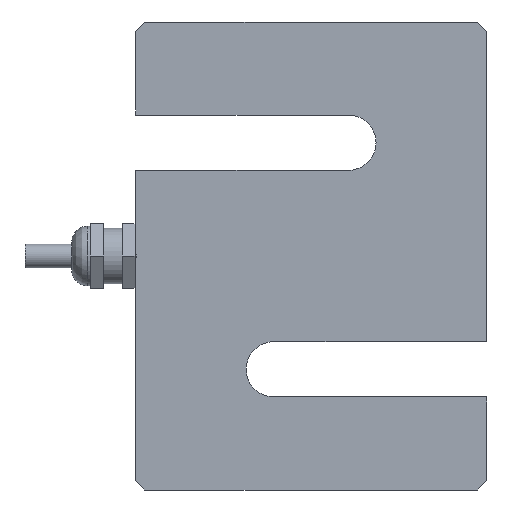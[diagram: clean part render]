
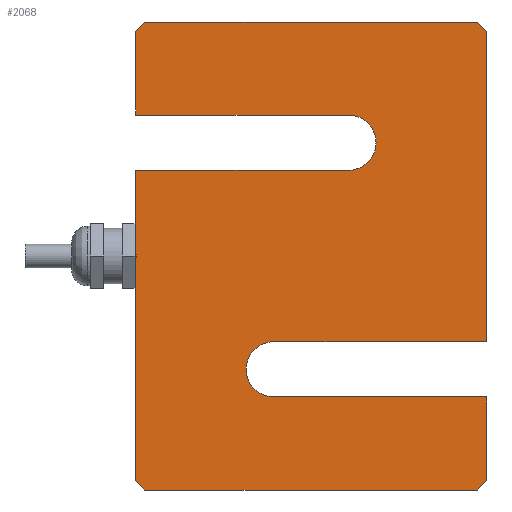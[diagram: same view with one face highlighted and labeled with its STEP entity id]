
A CAD part, front view. The second image highlights one B-rep face of the part: STEP entity #2068.
In plain terms, the highlighted planar face has unit normal (0, -1, 0).
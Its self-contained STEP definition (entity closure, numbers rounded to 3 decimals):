
#201=PLANE('',#2236);
#306=FACE_OUTER_BOUND('',#432,.T.);
#432=EDGE_LOOP('',(#1704,#1705,#1706,#1707,#1708,#1709,#1710,#1711,#1712,
#1713,#1714,#1715,#1716,#1717,#1718,#1719));
#564=LINE('',#5921,#710);
#566=LINE('',#6021,#712);
#570=LINE('',#6133,#716);
#573=LINE('',#6139,#719);
#576=LINE('',#6145,#722);
#578=LINE('',#6149,#724);
#580=LINE('',#6155,#726);
#582=LINE('',#6159,#728);
#583=LINE('',#6373,#729);
#585=LINE('',#6377,#731);
#587=LINE('',#6381,#733);
#588=LINE('',#6384,#734);
#589=LINE('',#6387,#735);
#590=LINE('',#6389,#736);
#710=VECTOR('',#2613,10.);
#712=VECTOR('',#2617,10.);
#716=VECTOR('',#2623,10.);
#719=VECTOR('',#2628,10.);
#722=VECTOR('',#2633,10.);
#724=VECTOR('',#2637,10.);
#726=VECTOR('',#2643,10.);
#728=VECTOR('',#2647,10.);
#729=VECTOR('',#2650,10.);
#731=VECTOR('',#2654,10.);
#733=VECTOR('',#2658,10.);
#734=VECTOR('',#2661,10.);
#735=VECTOR('',#2664,10.);
#736=VECTOR('',#2667,10.);
#776=CIRCLE('',#2237,6.);
#777=CIRCLE('',#2238,6.);
#963=VERTEX_POINT('',#5917);
#964=VERTEX_POINT('',#5919);
#966=VERTEX_POINT('',#6018);
#967=VERTEX_POINT('',#6020);
#968=VERTEX_POINT('',#6131);
#969=VERTEX_POINT('',#6135);
#970=VERTEX_POINT('',#6137);
#971=VERTEX_POINT('',#6141);
#972=VERTEX_POINT('',#6143);
#973=VERTEX_POINT('',#6147);
#975=VERTEX_POINT('',#6153);
#976=VERTEX_POINT('',#6157);
#977=VERTEX_POINT('',#6375);
#978=VERTEX_POINT('',#6379);
#979=VERTEX_POINT('',#6383);
#980=VERTEX_POINT('',#6386);
#1235=EDGE_CURVE('',#963,#964,#564,.T.);
#1238=EDGE_CURVE('',#967,#966,#566,.T.);
#1243=EDGE_CURVE('',#968,#967,#570,.T.);
#1246=EDGE_CURVE('',#969,#970,#573,.T.);
#1249=EDGE_CURVE('',#971,#972,#576,.T.);
#1251=EDGE_CURVE('',#964,#973,#578,.T.);
#1254=EDGE_CURVE('',#975,#973,#580,.T.);
#1256=EDGE_CURVE('',#975,#976,#582,.T.);
#1259=EDGE_CURVE('',#971,#976,#583,.T.);
#1261=EDGE_CURVE('',#970,#977,#585,.T.);
#1263=EDGE_CURVE('',#978,#977,#587,.T.);
#1264=EDGE_CURVE('',#968,#979,#588,.T.);
#1265=EDGE_CURVE('',#966,#963,#776,.T.);
#1266=EDGE_CURVE('',#972,#980,#589,.T.);
#1267=EDGE_CURVE('',#980,#969,#777,.T.);
#1268=EDGE_CURVE('',#978,#979,#590,.T.);
#1704=ORIENTED_EDGE('',*,*,#1264,.F.);
#1705=ORIENTED_EDGE('',*,*,#1243,.T.);
#1706=ORIENTED_EDGE('',*,*,#1238,.T.);
#1707=ORIENTED_EDGE('',*,*,#1265,.T.);
#1708=ORIENTED_EDGE('',*,*,#1235,.T.);
#1709=ORIENTED_EDGE('',*,*,#1251,.T.);
#1710=ORIENTED_EDGE('',*,*,#1254,.F.);
#1711=ORIENTED_EDGE('',*,*,#1256,.T.);
#1712=ORIENTED_EDGE('',*,*,#1259,.F.);
#1713=ORIENTED_EDGE('',*,*,#1249,.T.);
#1714=ORIENTED_EDGE('',*,*,#1266,.T.);
#1715=ORIENTED_EDGE('',*,*,#1267,.T.);
#1716=ORIENTED_EDGE('',*,*,#1246,.T.);
#1717=ORIENTED_EDGE('',*,*,#1261,.T.);
#1718=ORIENTED_EDGE('',*,*,#1263,.F.);
#1719=ORIENTED_EDGE('',*,*,#1268,.T.);
#2068=ADVANCED_FACE('',(#306),#201,.F.);
#2236=AXIS2_PLACEMENT_3D('',#6382,#2659,#2660);
#2237=AXIS2_PLACEMENT_3D('',#6385,#2662,#2663);
#2238=AXIS2_PLACEMENT_3D('',#6388,#2665,#2666);
#2613=DIRECTION('',(-1.,0.,0.));
#2617=DIRECTION('',(1.,0.,0.));
#2623=DIRECTION('',(0.,0.,-1.));
#2628=DIRECTION('',(1.,0.,0.));
#2633=DIRECTION('',(0.,0.,1.));
#2637=DIRECTION('',(0.,0.,-1.));
#2643=DIRECTION('',(-0.707,0.,0.707));
#2647=DIRECTION('',(1.,0.,0.));
#2650=DIRECTION('',(-0.707,0.,-0.707));
#2654=DIRECTION('',(0.,0.,1.));
#2658=DIRECTION('',(0.707,0.,-0.707));
#2659=DIRECTION('center_axis',(0.,1.,0.));
#2660=DIRECTION('ref_axis',(1.,0.,0.));
#2661=DIRECTION('',(0.707,0.,0.707));
#2662=DIRECTION('center_axis',(0.,1.,0.));
#2663=DIRECTION('ref_axis',(0.,0.,1.));
#2664=DIRECTION('',(-1.,0.,0.));
#2665=DIRECTION('center_axis',(0.,1.,0.));
#2666=DIRECTION('ref_axis',(0.,0.,-1.));
#2667=DIRECTION('',(-1.,0.,0.));
#5917=CARTESIAN_POINT('',(8.1,-12.7,18.6));
#5919=CARTESIAN_POINT('',(-38.1,-12.7,18.6));
#5921=CARTESIAN_POINT('',(-38.1,-12.7,18.6));
#6018=CARTESIAN_POINT('',(8.1,-12.7,30.6));
#6020=CARTESIAN_POINT('',(-38.1,-12.7,30.6));
#6021=CARTESIAN_POINT('',(-38.1,-12.7,30.6));
#6131=CARTESIAN_POINT('',(-38.1,-12.7,48.8));
#6133=CARTESIAN_POINT('',(-38.1,-12.7,50.8));
#6135=CARTESIAN_POINT('',(-8.1,-12.7,-18.6));
#6137=CARTESIAN_POINT('',(38.1,-12.7,-18.6));
#6139=CARTESIAN_POINT('',(38.1,-12.7,-18.6));
#6141=CARTESIAN_POINT('',(38.1,-12.7,-48.8));
#6143=CARTESIAN_POINT('',(38.1,-12.7,-30.6));
#6145=CARTESIAN_POINT('',(38.1,-12.7,-50.8));
#6147=CARTESIAN_POINT('',(-38.1,-12.7,-48.8));
#6149=CARTESIAN_POINT('',(-38.1,-12.7,50.8));
#6153=CARTESIAN_POINT('',(-36.1,-12.7,-50.8));
#6155=CARTESIAN_POINT('',(-40.275,-12.7,-46.625));
#6157=CARTESIAN_POINT('',(36.1,-12.7,-50.8));
#6159=CARTESIAN_POINT('',(-38.1,-12.7,-50.8));
#6373=CARTESIAN_POINT('',(40.275,-12.7,-46.625));
#6375=CARTESIAN_POINT('',(38.1,-12.7,48.8));
#6377=CARTESIAN_POINT('',(38.1,-12.7,-50.8));
#6379=CARTESIAN_POINT('',(36.1,-12.7,50.8));
#6381=CARTESIAN_POINT('',(40.275,-12.7,46.625));
#6382=CARTESIAN_POINT('Origin',(0.,-12.7,0.));
#6383=CARTESIAN_POINT('',(-36.1,-12.7,50.8));
#6384=CARTESIAN_POINT('',(-40.275,-12.7,46.625));
#6385=CARTESIAN_POINT('Origin',(8.1,-12.7,24.6));
#6386=CARTESIAN_POINT('',(-8.1,-12.7,-30.6));
#6387=CARTESIAN_POINT('',(38.1,-12.7,-30.6));
#6388=CARTESIAN_POINT('Origin',(-8.1,-12.7,-24.6));
#6389=CARTESIAN_POINT('',(38.1,-12.7,50.8));
